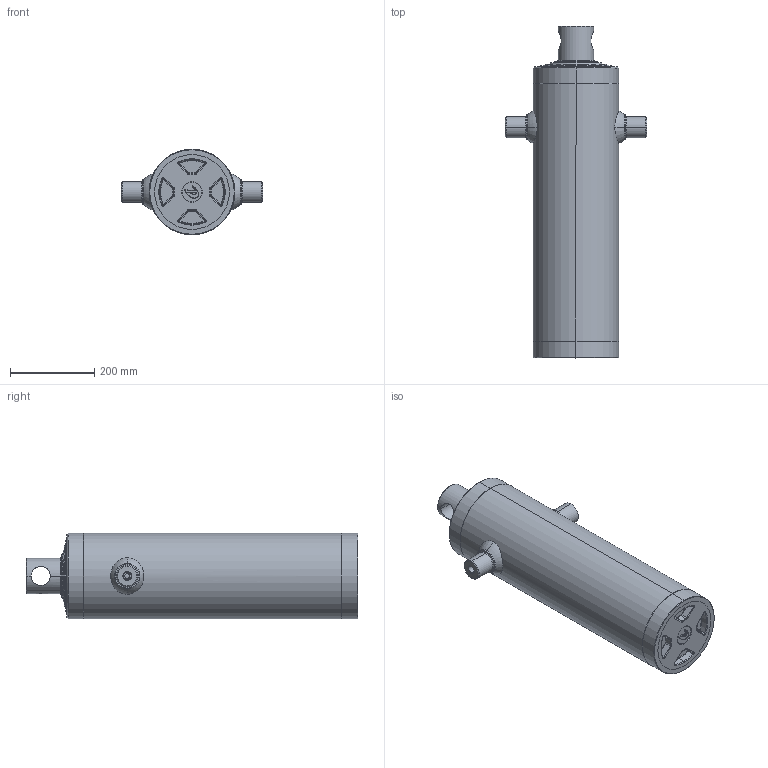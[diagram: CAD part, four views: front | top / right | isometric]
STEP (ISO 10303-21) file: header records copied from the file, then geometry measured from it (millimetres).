
FILE_DESCRIPTION (( 'STEP AP203' ), '1' );
FILE_NAME ('527.I.STEP', '2014-10-16T12:57:06', ( '' ), ( '' ), 'SwSTEP 2.0', 'SolidWorks 2013', '' );
FILE_SCHEMA (( 'CONFIG_CONTROL_DESIGN' ));
Length unit declared in the file: millimetre
Products named in the file (1): 527.I
Bounding box: 337 x 790 x 204 mm (x, y, z)
Surface area: 1808729.8 mm2 (no closed solid volume)
Topology: 0 solids, 17 shells, 263 faces, 668 edges, 417 vertices
Faces by surface type: cylinder 77, torus 76, cone 72, plane 31, bspline 7
Entity records: 9819 total; most frequent: CARTESIAN_POINT 3315, DIRECTION 1527, ORIENTED_EDGE 1184, EDGE_CURVE 667, AXIS2_PLACEMENT_3D 658, VERTEX_POINT 417, CIRCLE 401, EDGE_LOOP 282
